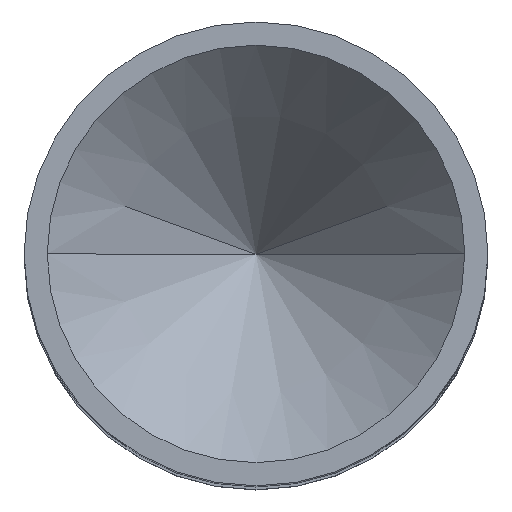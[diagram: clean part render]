
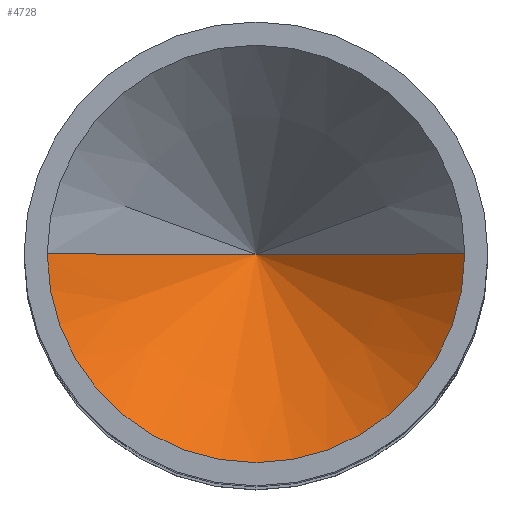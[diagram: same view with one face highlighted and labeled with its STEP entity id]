
A CAD part, top view. The second image highlights one B-rep face of the part: STEP entity #4728.
In plain terms, the highlighted conical face has half-angle 45 degrees and reference radius 0.9 mm.
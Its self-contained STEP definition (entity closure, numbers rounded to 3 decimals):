
#1633 = VERTEX_POINT ( 'NONE', #9413 ) ;
#1664 = VERTEX_POINT ( 'NONE', #9380 ) ;
#1669 = VERTEX_POINT ( 'NONE', #9375 ) ;
#2394 = CIRCLE ( 'NONE', #3898, 0.9 ) ;
#2395 = LINE ( 'NONE', #8042, #2399 ) ;
#2398 = LINE ( 'NONE', #8039, #2401 ) ;
#2399 = VECTOR ( 'NONE', #8068, 1000. ) ;
#2401 = VECTOR ( 'NONE', #8029, 1000. ) ;
#2579 = FACE_OUTER_BOUND ( 'NONE', #8178, .T. ) ;
#2586 = CONICAL_SURFACE ( 'NONE', #3960, 0.9, 0.785 ) ;
#3287 = ORIENTED_EDGE ( 'NONE', *, *, #3758, .F. ) ;
#3288 = ORIENTED_EDGE ( 'NONE', *, *, #3757, .T. ) ;
#3289 = ORIENTED_EDGE ( 'NONE', *, *, #3756, .T. ) ;
#3756 = EDGE_CURVE ( 'NONE', #1669, #1664, #2394, .T. ) ;
#3757 = EDGE_CURVE ( 'NONE', #1633, #1669, #2395, .T. ) ;
#3758 = EDGE_CURVE ( 'NONE', #1633, #1664, #2398, .T. ) ;
#3898 = AXIS2_PLACEMENT_3D ( 'NONE', #7988, #8059, #8041 ) ;
#3960 = AXIS2_PLACEMENT_3D ( 'NONE', #8209, #8206, #8203 ) ;
#4728 = ADVANCED_FACE ( 'NONE', ( #2579 ), #2586, .F. ) ;
#7988 = CARTESIAN_POINT ( 'NONE',  ( 0., 0., 8.3 ) ) ;
#8029 = DIRECTION ( 'NONE',  ( 0.707, 0., 0.707 ) ) ;
#8039 = CARTESIAN_POINT ( 'NONE',  ( 0.9, 0., 8.3 ) ) ;
#8041 = DIRECTION ( 'NONE',  ( 1., 0., 0. ) ) ;
#8042 = CARTESIAN_POINT ( 'NONE',  ( -0.9, 0., 8.3 ) ) ;
#8059 = DIRECTION ( 'NONE',  ( 0., 0., 1. ) ) ;
#8068 = DIRECTION ( 'NONE',  ( -0.707, 0., 0.707 ) ) ;
#8178 = EDGE_LOOP ( 'NONE', ( #3287, #3288, #3289 ) ) ;
#8203 = DIRECTION ( 'NONE',  ( 1., 0., 0. ) ) ;
#8206 = DIRECTION ( 'NONE',  ( 0., 0., 1. ) ) ;
#8209 = CARTESIAN_POINT ( 'NONE',  ( 0., 0., 8.3 ) ) ;
#9375 = CARTESIAN_POINT ( 'NONE',  ( -0.9, 0., 8.3 ) ) ;
#9380 = CARTESIAN_POINT ( 'NONE',  ( 0.9, 0., 8.3 ) ) ;
#9413 = CARTESIAN_POINT ( 'NONE',  ( 0., 0., 7.4 ) ) ;
